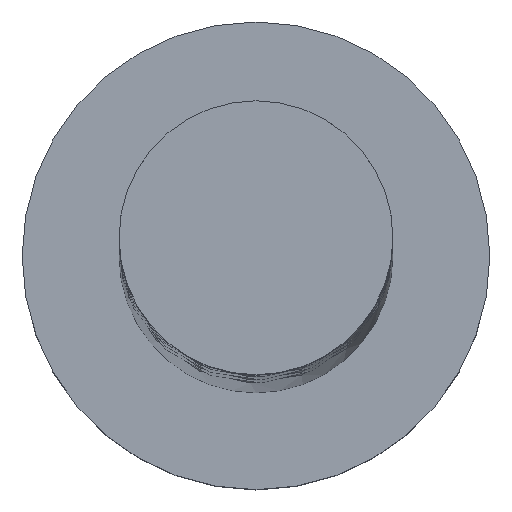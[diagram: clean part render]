
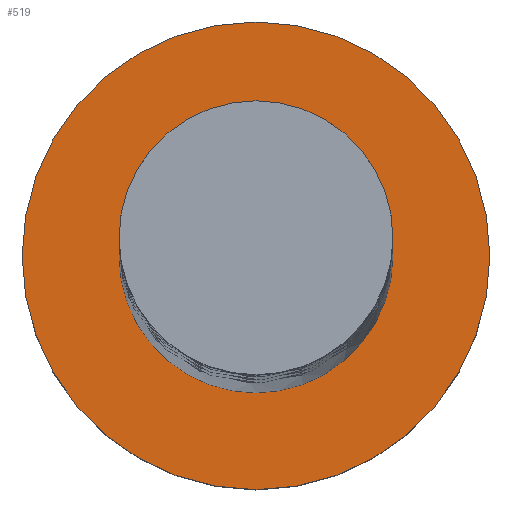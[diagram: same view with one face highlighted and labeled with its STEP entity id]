
A CAD part, top view. The second image highlights one B-rep face of the part: STEP entity #519.
In plain terms, the highlighted planar face has unit normal (0, 0, 1).
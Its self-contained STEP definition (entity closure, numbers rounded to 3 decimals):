
#23 = VERTEX_POINT ( 'NONE', #867 ) ;
#42 = VERTEX_POINT ( 'NONE', #1187 ) ;
#65 = DIRECTION ( 'NONE',  ( 0., 0., 1. ) ) ;
#254 = CIRCLE ( 'NONE', #1450, 7. ) ;
#308 = CARTESIAN_POINT ( 'NONE',  ( 0., 0., 5. ) ) ;
#333 = EDGE_CURVE ( 'NONE', #1668, #842, #254, .T. ) ;
#396 = DIRECTION ( 'NONE',  ( 1., 0., 0. ) ) ;
#436 = FACE_OUTER_BOUND ( 'NONE', #1548, .T. ) ;
#519 = ADVANCED_FACE ( 'NONE', ( #1026, #436 ), #746, .T. ) ;
#553 = CARTESIAN_POINT ( 'NONE',  ( 0., 0., 5. ) ) ;
#558 = EDGE_CURVE ( 'NONE', #42, #23, #650, .T. ) ;
#589 = DIRECTION ( 'NONE',  ( 0., 0., 1. ) ) ;
#650 = CIRCLE ( 'NONE', #1750, 4.1 ) ;
#692 = EDGE_CURVE ( 'NONE', #842, #1668, #1622, .T. ) ;
#704 = ORIENTED_EDGE ( 'NONE', *, *, #692, .T. ) ;
#714 = EDGE_LOOP ( 'NONE', ( #1484, #1266 ) ) ;
#746 = PLANE ( 'NONE',  #983 ) ;
#805 = AXIS2_PLACEMENT_3D ( 'NONE', #1760, #865, #1646 ) ;
#827 = CARTESIAN_POINT ( 'NONE',  ( -7., 0., 5. ) ) ;
#842 = VERTEX_POINT ( 'NONE', #1462 ) ;
#865 = DIRECTION ( 'NONE',  ( 0., 0., 1. ) ) ;
#867 = CARTESIAN_POINT ( 'NONE',  ( -4.1, 0., 5. ) ) ;
#877 = EDGE_CURVE ( 'NONE', #23, #42, #1773, .T. ) ;
#983 = AXIS2_PLACEMENT_3D ( 'NONE', #308, #1632, #1774 ) ;
#990 = DIRECTION ( 'NONE',  ( 1., 0., 0. ) ) ;
#1002 = DIRECTION ( 'NONE',  ( 1., 0., 0. ) ) ;
#1026 = FACE_BOUND ( 'NONE', #714, .T. ) ;
#1108 = DIRECTION ( 'NONE',  ( 0., 0., 1. ) ) ;
#1180 = ORIENTED_EDGE ( 'NONE', *, *, #333, .T. ) ;
#1187 = CARTESIAN_POINT ( 'NONE',  ( 4.1, 0., 5. ) ) ;
#1266 = ORIENTED_EDGE ( 'NONE', *, *, #558, .F. ) ;
#1350 = CARTESIAN_POINT ( 'NONE',  ( 0., 0., 5. ) ) ;
#1450 = AXIS2_PLACEMENT_3D ( 'NONE', #1731, #1108, #396 ) ;
#1462 = CARTESIAN_POINT ( 'NONE',  ( 7., 0., 5. ) ) ;
#1484 = ORIENTED_EDGE ( 'NONE', *, *, #877, .F. ) ;
#1548 = EDGE_LOOP ( 'NONE', ( #1180, #704 ) ) ;
#1622 = CIRCLE ( 'NONE', #805, 7. ) ;
#1632 = DIRECTION ( 'NONE',  ( 0., 0., 1. ) ) ;
#1646 = DIRECTION ( 'NONE',  ( 1., 0., 0. ) ) ;
#1668 = VERTEX_POINT ( 'NONE', #827 ) ;
#1731 = CARTESIAN_POINT ( 'NONE',  ( 0., 0., 5. ) ) ;
#1750 = AXIS2_PLACEMENT_3D ( 'NONE', #1350, #589, #1002 ) ;
#1760 = CARTESIAN_POINT ( 'NONE',  ( 0., 0., 5. ) ) ;
#1773 = CIRCLE ( 'NONE', #1926, 4.1 ) ;
#1774 = DIRECTION ( 'NONE',  ( 1., 0., 0. ) ) ;
#1926 = AXIS2_PLACEMENT_3D ( 'NONE', #553, #65, #990 ) ;
